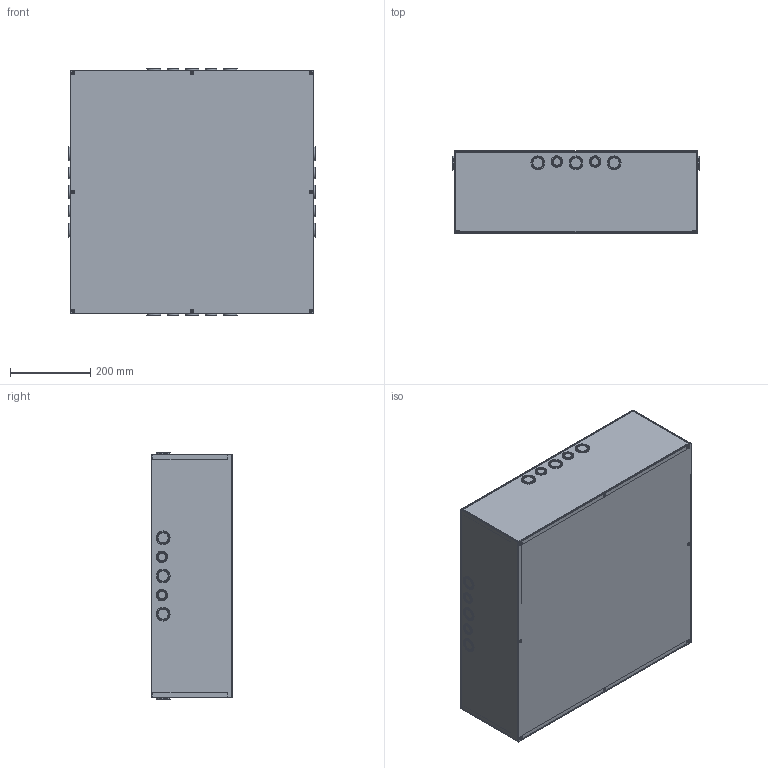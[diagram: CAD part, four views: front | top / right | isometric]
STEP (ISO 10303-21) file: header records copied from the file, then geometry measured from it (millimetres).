
FILE_DESCRIPTION( ( 'Unknown' ), '1' );
FILE_NAME( 'DKO242408.stp', 'Unknown', ( 'Unknown' ), ( 'Unknown' ), 'PSStep 16.0.42', 'Unknown', ' ' );
FILE_SCHEMA( ( 'AUTOMOTIVE_DESIGN { 1 0 10303 214 1 1 1 1 }' ) );
Length unit declared in the file: millimetre
Products named in the file (5): DKO242408_BOITIER; DKOxx2408E_16Ga; DKO242408B_16Ga; Assem1; D2424C_16Ga
Assembly tree (5 placements, depth 3):
  Assem1
    D2424C_16Ga
    DKO242408_BOITIER
      DKOxx2408E_16Ga  x2
      DKO242408B_16Ga
Bounding box: 615.7 x 204.72 x 615.7 mm (x, y, z)
Volume: 1957628.9 mm3; surface area: 2583773.5 mm2
Topology: 4 solids, 4 shells, 427 faces, 937 edges, 627 vertices
Faces by surface type: plane 262, cylinder 102, torus 48, cone 8, extrusion 7
Full cylindrical faces by diameter (mm): 0.346 x2, 3.658 x2, 4.293 x8, 6.35 x4, 6.706 x2, 7.925 x8, 25.527 x8, 28.575 x8, 31.877 x12, 34.925 x12
Entity records: 12241 total; most frequent: CARTESIAN_POINT 1758, DIRECTION 1579, ORIENTED_EDGE 1340, EDGE_CURVE 670, AXIS2_PLACEMENT_3D 606, EDGE_LOOP 568, VERTEX_POINT 498, FACE_OUTER_BOUND 437
